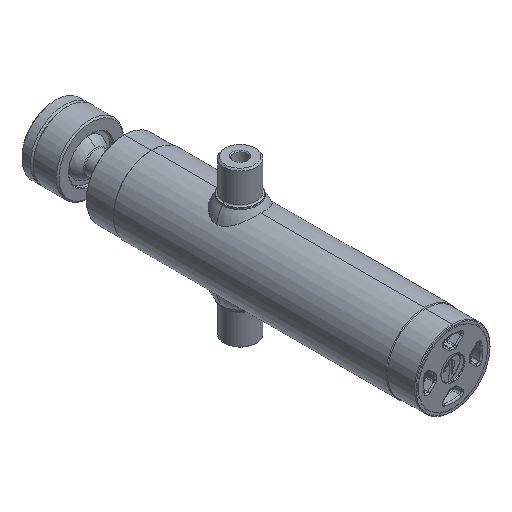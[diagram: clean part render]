
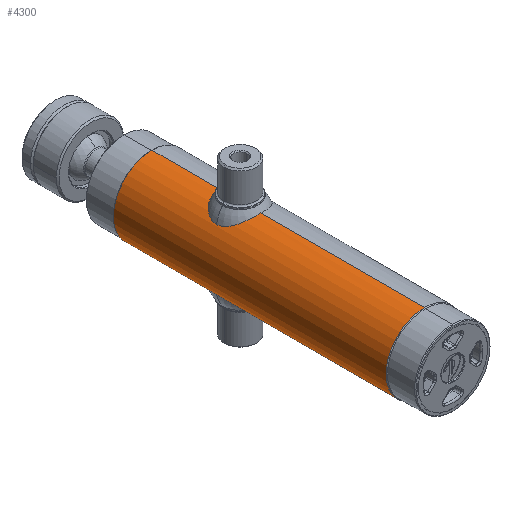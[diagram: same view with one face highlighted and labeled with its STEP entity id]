
A CAD part, isometric view. The second image highlights one B-rep face of the part: STEP entity #4300.
In plain terms, the highlighted cylindrical face has radius 54 mm (diameter 108 mm), a partial arc.
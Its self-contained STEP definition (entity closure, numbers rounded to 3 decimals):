
#29 = CARTESIAN_POINT ( 'NONE',  ( -5.394, 303.432, 53.73 ) ) ;
#79 = CARTESIAN_POINT ( 'NONE',  ( -5.686, 304.164, 53.7 ) ) ;
#129 = CARTESIAN_POINT ( 'NONE',  ( -3.969, 301.573, 53.855 ) ) ;
#236 = VECTOR ( 'NONE', #7370, 1000. ) ;
#286 = ORIENTED_EDGE ( 'NONE', *, *, #4660, .F. ) ;
#300 = EDGE_CURVE ( 'NONE', #568, #4385, #3012, .T. ) ;
#568 = VERTEX_POINT ( 'NONE', #3576 ) ;
#577 = CARTESIAN_POINT ( 'NONE',  ( 0., 47.089, 0. ) ) ;
#643 = AXIS2_PLACEMENT_3D ( 'NONE', #577, #3571, #5449 ) ;
#657 = EDGE_CURVE ( 'NONE', #3899, #3328, #3537, .T. ) ;
#673 = CARTESIAN_POINT ( 'NONE',  ( -1.931, 311.774, 53.966 ) ) ;
#721 = CARTESIAN_POINT ( 'NONE',  ( -2.299, 311.642, 53.952 ) ) ;
#732 = CYLINDRICAL_SURFACE ( 'NONE', #3771, 54. ) ;
#763 = CARTESIAN_POINT ( 'NONE',  ( -3.169, 311.188, 53.907 ) ) ;
#812 = CARTESIAN_POINT ( 'NONE',  ( -1.362, 311.936, 53.983 ) ) ;
#825 = FACE_OUTER_BOUND ( 'NONE', #8293, .T. ) ;
#860 = CARTESIAN_POINT ( 'NONE',  ( -5.619, 303.977, 53.707 ) ) ;
#1014 = ORIENTED_EDGE ( 'NONE', *, *, #2300, .T. ) ;
#1039 = CARTESIAN_POINT ( 'NONE',  ( 0., 47.089, -54. ) ) ;
#1269 = DIRECTION ( 'NONE',  ( 0., 1., 0. ) ) ;
#1403 = CARTESIAN_POINT ( 'NONE',  ( -3.176, 300.995, 53.907 ) ) ;
#1501 = CARTESIAN_POINT ( 'NONE',  ( -1.565, 300.283, 53.979 ) ) ;
#1596 = CARTESIAN_POINT ( 'NONE',  ( -3.661, 310.859, 53.877 ) ) ;
#2006 = DIRECTION ( 'NONE',  ( 0., 0., 1. ) ) ;
#2128 = AXIS2_PLACEMENT_3D ( 'NONE', #8657, #1269, #2006 ) ;
#2193 = CARTESIAN_POINT ( 'NONE',  ( -2.66, 300.708, 53.935 ) ) ;
#2240 = CARTESIAN_POINT ( 'NONE',  ( -5.798, 307.646, 53.688 ) ) ;
#2255 = DIRECTION ( 'NONE',  ( 0., 1., 0. ) ) ;
#2290 = CARTESIAN_POINT ( 'NONE',  ( -3.006, 300.893, 53.917 ) ) ;
#2300 = EDGE_CURVE ( 'NONE', #6768, #568, #8717, .T. ) ;
#2342 = CARTESIAN_POINT ( 'NONE',  ( -5.683, 308.023, 53.7 ) ) ;
#2366 = CARTESIAN_POINT ( 'NONE',  ( 0., 430.089, -54. ) ) ;
#2936 = CARTESIAN_POINT ( 'NONE',  ( -5.96, 306.88, 53.67 ) ) ;
#3012 = LINE ( 'NONE', #8929, #236 ) ;
#3029 = CARTESIAN_POINT ( 'NONE',  ( -0.397, 300.089, 54. ) ) ;
#3073 = CARTESIAN_POINT ( 'NONE',  ( -4.522, 302.126, 53.811 ) ) ;
#3328 = VERTEX_POINT ( 'NONE', #8158 ) ;
#3537 = CIRCLE ( 'NONE', #2128, 54. ) ;
#3571 = DIRECTION ( 'NONE',  ( 0., 1., 0. ) ) ;
#3576 = CARTESIAN_POINT ( 'NONE',  ( 0., 47.089, 54. ) ) ;
#3578 = EDGE_CURVE ( 'NONE', #4104, #3328, #6340, .T. ) ;
#3668 = CARTESIAN_POINT ( 'NONE',  ( -2.999, 311.29, 53.917 ) ) ;
#3718 = CARTESIAN_POINT ( 'NONE',  ( -2.653, 311.475, 53.935 ) ) ;
#3765 = CARTESIAN_POINT ( 'NONE',  ( -5.205, 309.099, 53.749 ) ) ;
#3771 = AXIS2_PLACEMENT_3D ( 'NONE', #6032, #2255, #5325 ) ;
#3809 = CARTESIAN_POINT ( 'NONE',  ( -3.963, 310.611, 53.855 ) ) ;
#3899 = VERTEX_POINT ( 'NONE', #2366 ) ;
#4092 = DIRECTION ( 'NONE',  ( 0., 1., 0. ) ) ;
#4104 = VERTEX_POINT ( 'NONE', #4952 ) ;
#4117 = EDGE_CURVE ( 'NONE', #6768, #3899, #5810, .T. ) ;
#4131 = ORIENTED_EDGE ( 'NONE', *, *, #657, .F. ) ;
#4300 = ADVANCED_FACE ( 'NONE', ( #825 ), #732, .T. ) ;
#4385 = VERTEX_POINT ( 'NONE', #7731 ) ;
#4455 = CARTESIAN_POINT ( 'NONE',  ( -2.483, 300.624, 53.943 ) ) ;
#4502 = CARTESIAN_POINT ( 'NONE',  ( -4.77, 309.75, 53.789 ) ) ;
#4592 = CARTESIAN_POINT ( 'NONE',  ( -1.555, 311.888, 53.978 ) ) ;
#4660 = EDGE_CURVE ( 'NONE', #4104, #4385, #5118, .T. ) ;
#4952 = CARTESIAN_POINT ( 'NONE',  ( 0., 312.089, 54. ) ) ;
#5118 = B_SPLINE_CURVE_WITH_KNOTS ( 'NONE', 3,
 ( #7434, #9592, #6606, #812, #4592, #673, #721, #3718, #3668, #763, #1596, #3809, #7482, #4502, #3765, #9045, #6749, #2342, #2240, #6797, #2936, #6653, #8261, #5969, #6700, #7524, #79, #860, #29, #7343, #5212, #3073, #129, #6019, #1403, #2290, #2193, #4455, #5881, #1501, #8168, #3029, #8992 ),
 .UNSPECIFIED., .F., .F.,
 ( 4, 2, 2, 1, 2, 2, 2, 2, 2, 2, 2, 2, 2, 2, 2, 2, 2, 2, 2, 2, 2, 4 ),
 ( 0.019, 0.02, 0.021, 0.021, 0.022, 0.022, 0.023, 0.025, 0.026, 0.026, 0.027, 0.028, 0.029, 0.03, 0.031, 0.032, 0.033, 0.034, 0.035, 0.035, 0.036, 0.038 ),
 .UNSPECIFIED. ) ;
#5212 = CARTESIAN_POINT ( 'NONE',  ( -4.775, 302.435, 53.789 ) ) ;
#5325 = DIRECTION ( 'NONE',  ( 0., 0., 1. ) ) ;
#5330 = VECTOR ( 'NONE', #4092, 1000. ) ;
#5449 = DIRECTION ( 'NONE',  ( 0., 0., 1. ) ) ;
#5810 = LINE ( 'NONE', #7219, #7159 ) ;
#5881 = CARTESIAN_POINT ( 'NONE',  ( -1.942, 300.399, 53.966 ) ) ;
#5969 = CARTESIAN_POINT ( 'NONE',  ( -5.962, 305.307, 53.67 ) ) ;
#6019 = CARTESIAN_POINT ( 'NONE',  ( -3.668, 301.325, 53.876 ) ) ;
#6032 = CARTESIAN_POINT ( 'NONE',  ( 0., 617.283, 0. ) ) ;
#6290 = CARTESIAN_POINT ( 'NONE',  ( 0., 617.283, 54. ) ) ;
#6340 = LINE ( 'NONE', #6290, #5330 ) ;
#6432 = DIRECTION ( 'NONE',  ( 0., 1., 0. ) ) ;
#6606 = CARTESIAN_POINT ( 'NONE',  ( -0.781, 312.051, 53.996 ) ) ;
#6653 = CARTESIAN_POINT ( 'NONE',  ( -6., 306.49, 53.666 ) ) ;
#6700 = CARTESIAN_POINT ( 'NONE',  ( -5.848, 304.732, 53.682 ) ) ;
#6749 = CARTESIAN_POINT ( 'NONE',  ( -5.616, 308.21, 53.707 ) ) ;
#6768 = VERTEX_POINT ( 'NONE', #1039 ) ;
#6797 = CARTESIAN_POINT ( 'NONE',  ( -5.846, 307.455, 53.683 ) ) ;
#6976 = ORIENTED_EDGE ( 'NONE', *, *, #4117, .F. ) ;
#7159 = VECTOR ( 'NONE', #6432, 1000. ) ;
#7219 = CARTESIAN_POINT ( 'NONE',  ( 0., 617.283, -54. ) ) ;
#7343 = CARTESIAN_POINT ( 'NONE',  ( -5.21, 303.087, 53.749 ) ) ;
#7370 = DIRECTION ( 'NONE',  ( 0., 1., 0. ) ) ;
#7434 = CARTESIAN_POINT ( 'NONE',  ( 0., 312.089, 54. ) ) ;
#7482 = CARTESIAN_POINT ( 'NONE',  ( -4.516, 310.059, 53.812 ) ) ;
#7524 = CARTESIAN_POINT ( 'NONE',  ( -5.8, 304.541, 53.688 ) ) ;
#7731 = CARTESIAN_POINT ( 'NONE',  ( 0., 300.089, 54. ) ) ;
#8076 = ORIENTED_EDGE ( 'NONE', *, *, #3578, .T. ) ;
#8158 = CARTESIAN_POINT ( 'NONE',  ( 0., 430.089, 54. ) ) ;
#8168 = CARTESIAN_POINT ( 'NONE',  ( -0.789, 300.128, 53.996 ) ) ;
#8261 = CARTESIAN_POINT ( 'NONE',  ( -6., 305.697, 53.666 ) ) ;
#8293 = EDGE_LOOP ( 'NONE', ( #6976, #1014, #8750, #286, #8076, #4131 ) ) ;
#8657 = CARTESIAN_POINT ( 'NONE',  ( 0., 430.089, 0. ) ) ;
#8717 = CIRCLE ( 'NONE', #643, 54. ) ;
#8750 = ORIENTED_EDGE ( 'NONE', *, *, #300, .T. ) ;
#8929 = CARTESIAN_POINT ( 'NONE',  ( 0., 617.283, 54. ) ) ;
#8992 = CARTESIAN_POINT ( 'NONE',  ( 0., 300.089, 54. ) ) ;
#9045 = CARTESIAN_POINT ( 'NONE',  ( -5.39, 308.754, 53.731 ) ) ;
#9592 = CARTESIAN_POINT ( 'NONE',  ( -0.392, 312.089, 54. ) ) ;
